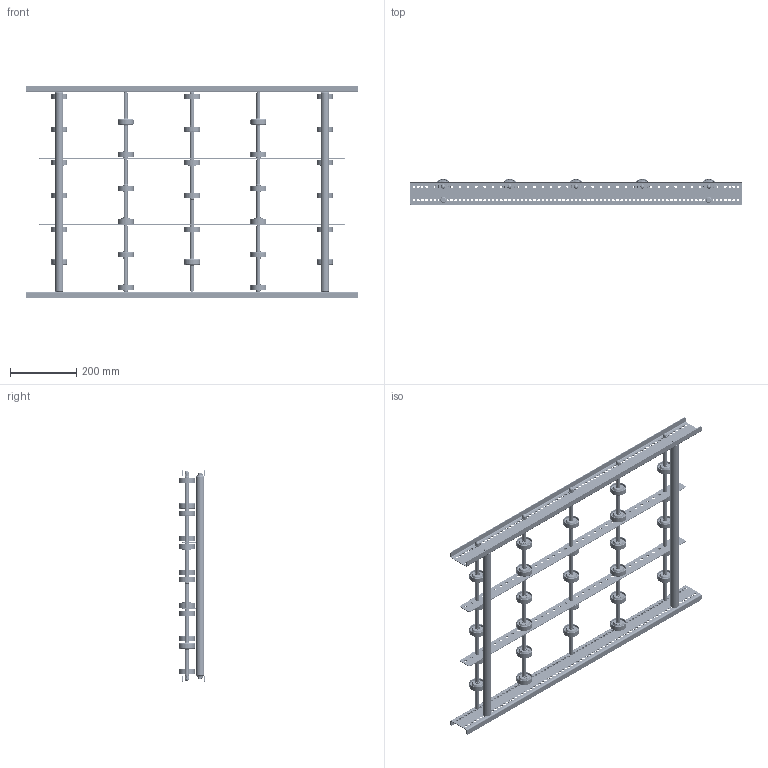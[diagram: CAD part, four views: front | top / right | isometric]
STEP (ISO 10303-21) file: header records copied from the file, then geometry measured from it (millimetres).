
FILE_DESCRIPTION (( 'STEP AP214' ), '1' );
FILE_NAME ('0052386.step', '2021-10-26T13:12:52', ( '' ), ( '' ), 'SwSTEP 2.0', 'SolidWorks 2020', '' );
FILE_SCHEMA (( 'AUTOMOTIVE_DESIGN' ));
Length unit declared in the file: millimetre
Products named in the file (10): S100994_Sperrzahnschraube_M08x16-8.8-A2K; 0011532_2300-48-8; Hutmutter_DIN_1587_M8; S106837_Gewindestange-M8-KFG_L620; Profil_LRB-20x70x20x2_KFG_S100200_U-PROFIL-20-70-20-2-LRB-L=1000; S100100_Längstraverse-42x2,5_S100101_L„ngstraverse-RB-L975; Röllchenachse-für-Konfiguration_EL600; 0046278_KB-ROHR-12X1,75mm_KFG_L75; 0052386; Traversen_KFG_L600
Assembly tree (38 placements, depth 3):
  0052386
    Profil_LRB-20x70x20x2_KFG_S100200_U-PROFIL-20-70-20-2-LRB-L=1000  x2
    S100994_Sperrzahnschraube_M08x16-8.8-A2K  x4
    Traversen_KFG_L600  x2
    Röllchenachse-für-Konfiguration_EL600  x5
      S106837_Gewindestange-M8-KFG_L620
      0011532_2300-48-8
      0046278_KB-ROHR-12X1,75mm_KFG_L75
    S100100_Längstraverse-42x2,5_S100101_L„ngstraverse-RB-L975  x2
    Hutmutter_DIN_1587_M8  x10
Bounding box: 1000 x 78.99 x 640 mm (x, y, z)
Volume: 1589524 mm3; surface area: 1281805.6 mm2
Topology: 89 solids, 89 shells, 3650 faces, 8198 edges, 4992 vertices
Faces by surface type: cylinder 1554, torus 976, plane 612, cone 498, bspline 10
Entity records: 21304 total; most frequent: DIRECTION 3835, CARTESIAN_POINT 3720, ORIENTED_EDGE 3228, AXIS2_PLACEMENT_3D 1657, EDGE_CURVE 1614, VERTEX_POINT 1046, EDGE_LOOP 1016, CIRCLE 1013
